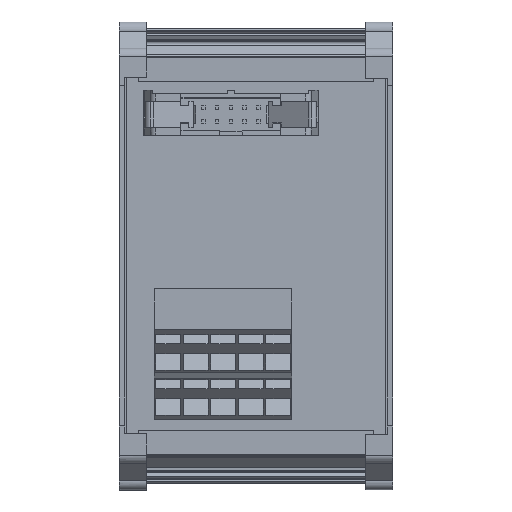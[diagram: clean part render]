
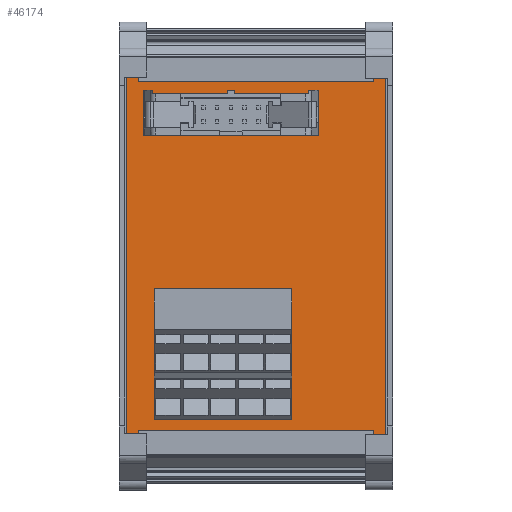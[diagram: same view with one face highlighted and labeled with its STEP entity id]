
A CAD part, top view. The second image highlights one B-rep face of the part: STEP entity #46174.
In plain terms, the highlighted planar face has unit normal (0, 0, 1).
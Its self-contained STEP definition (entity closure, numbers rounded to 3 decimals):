
#46120=AXIS2_PLACEMENT_3D('Plane Axis2P3D',#46117,#46118,#46119) ;
#1569=CARTESIAN_POINT('Vertex',(32.3,73.15,36.952)) ;
#1585=CARTESIAN_POINT('Vertex',(8.9,73.15,36.952)) ;
#1588=CARTESIAN_POINT('Line Origine',(7.565,73.15,36.952)) ;
#1592=CARTESIAN_POINT('Vertex',(6.23,73.15,36.952)) ;
#1680=CARTESIAN_POINT('Vertex',(34.97,73.15,36.952)) ;
#1683=CARTESIAN_POINT('Line Origine',(33.635,73.15,36.952)) ;
#1887=CARTESIAN_POINT('Vertex',(36.7,73.75,36.952)) ;
#1922=CARTESIAN_POINT('Vertex',(36.7,65.45,36.952)) ;
#1925=CARTESIAN_POINT('Line Origine',(36.7,69.6,36.952)) ;
#2836=CARTESIAN_POINT('Vertex',(4.5,73.75,36.952)) ;
#2839=CARTESIAN_POINT('Line Origine',(4.5,69.6,36.952)) ;
#2843=CARTESIAN_POINT('Vertex',(4.5,65.45,36.952)) ;
#3825=CARTESIAN_POINT('Vertex',(6.48,37.08,36.952)) ;
#3841=CARTESIAN_POINT('Vertex',(31.88,37.08,36.952)) ;
#3844=CARTESIAN_POINT('Line Origine',(19.18,37.08,36.952)) ;
#3873=CARTESIAN_POINT('Vertex',(6.48,14.48,36.952)) ;
#3911=CARTESIAN_POINT('Line Origine',(6.48,25.78,36.952)) ;
#44726=CARTESIAN_POINT('Vertex',(31.88,14.48,36.952)) ;
#44729=CARTESIAN_POINT('Line Origine',(31.88,25.78,36.952)) ;
#44751=CARTESIAN_POINT('Line Origine',(19.18,14.48,36.952)) ;
#44773=CARTESIAN_POINT('Vertex',(1.25,9.3,36.952)) ;
#44776=CARTESIAN_POINT('Line Origine',(1.25,43.2,36.952)) ;
#44780=CARTESIAN_POINT('Vertex',(1.25,77.1,36.952)) ;
#44805=CARTESIAN_POINT('Vertex',(49.25,9.3,36.952)) ;
#44808=CARTESIAN_POINT('Line Origine',(25.25,9.3,36.952)) ;
#44832=CARTESIAN_POINT('Vertex',(49.25,77.1,36.952)) ;
#44835=CARTESIAN_POINT('Line Origine',(49.25,43.2,36.952)) ;
#44853=CARTESIAN_POINT('Line Origine',(25.25,77.1,36.952)) ;
#45830=CARTESIAN_POINT('Line Origine',(35.835,73.75,36.952)) ;
#45834=CARTESIAN_POINT('Vertex',(34.97,73.75,36.952)) ;
#45922=CARTESIAN_POINT('Vertex',(6.23,73.75,36.952)) ;
#45925=CARTESIAN_POINT('Line Origine',(5.365,73.75,36.952)) ;
#45960=CARTESIAN_POINT('Line Origine',(34.97,73.45,36.952)) ;
#46104=CARTESIAN_POINT('Line Origine',(6.23,73.45,36.952)) ;
#46117=CARTESIAN_POINT('Axis2P3D Location',(1.25,9.3,36.952)) ;
#46134=CARTESIAN_POINT('Line Origine',(8.9,69.3,36.952)) ;
#46138=CARTESIAN_POINT('Vertex',(8.9,65.45,36.952)) ;
#46141=CARTESIAN_POINT('Line Origine',(6.7,65.45,36.952)) ;
#46154=CARTESIAN_POINT('Line Origine',(34.5,65.45,36.952)) ;
#46158=CARTESIAN_POINT('Vertex',(32.3,65.45,36.952)) ;
#46161=CARTESIAN_POINT('Line Origine',(32.3,69.3,36.952)) ;
#1589=DIRECTION('Vector Direction',(-1.,0.,0.)) ;
#1684=DIRECTION('Vector Direction',(-1.,0.,0.)) ;
#1926=DIRECTION('Vector Direction',(0.,-1.,0.)) ;
#2840=DIRECTION('Vector Direction',(0.,-1.,0.)) ;
#3845=DIRECTION('Vector Direction',(-1.,0.,0.)) ;
#3912=DIRECTION('Vector Direction',(0.,-1.,0.)) ;
#44730=DIRECTION('Vector Direction',(0.,-1.,0.)) ;
#44752=DIRECTION('Vector Direction',(-1.,0.,0.)) ;
#44777=DIRECTION('Vector Direction',(0.,-1.,0.)) ;
#44809=DIRECTION('Vector Direction',(1.,0.,0.)) ;
#44836=DIRECTION('Vector Direction',(0.,1.,0.)) ;
#44854=DIRECTION('Vector Direction',(-1.,0.,0.)) ;
#45831=DIRECTION('Vector Direction',(-1.,0.,0.)) ;
#45926=DIRECTION('Vector Direction',(1.,0.,0.)) ;
#45961=DIRECTION('Vector Direction',(0.,-1.,0.)) ;
#46105=DIRECTION('Vector Direction',(0.,1.,0.)) ;
#46118=DIRECTION('Axis2P3D Direction',(0.,0.,-1.)) ;
#46119=DIRECTION('Axis2P3D XDirection',(0.,1.,0.)) ;
#46135=DIRECTION('Vector Direction',(0.,-1.,0.)) ;
#46142=DIRECTION('Vector Direction',(-1.,0.,0.)) ;
#46155=DIRECTION('Vector Direction',(-1.,0.,0.)) ;
#46162=DIRECTION('Vector Direction',(0.,1.,0.)) ;
#1590=VECTOR('Line Direction',#1589,1.) ;
#1685=VECTOR('Line Direction',#1684,1.) ;
#1927=VECTOR('Line Direction',#1926,1.) ;
#2841=VECTOR('Line Direction',#2840,1.) ;
#3846=VECTOR('Line Direction',#3845,1.) ;
#3913=VECTOR('Line Direction',#3912,1.) ;
#44731=VECTOR('Line Direction',#44730,1.) ;
#44753=VECTOR('Line Direction',#44752,1.) ;
#44778=VECTOR('Line Direction',#44777,1.) ;
#44810=VECTOR('Line Direction',#44809,1.) ;
#44837=VECTOR('Line Direction',#44836,1.) ;
#44855=VECTOR('Line Direction',#44854,1.) ;
#45832=VECTOR('Line Direction',#45831,1.) ;
#45927=VECTOR('Line Direction',#45926,1.) ;
#45962=VECTOR('Line Direction',#45961,1.) ;
#46106=VECTOR('Line Direction',#46105,1.) ;
#46136=VECTOR('Line Direction',#46135,1.) ;
#46143=VECTOR('Line Direction',#46142,1.) ;
#46156=VECTOR('Line Direction',#46155,1.) ;
#46163=VECTOR('Line Direction',#46162,1.) ;
#46123=ORIENTED_EDGE('',*,*,#44782,.T.) ;
#46124=ORIENTED_EDGE('',*,*,#44812,.T.) ;
#46125=ORIENTED_EDGE('',*,*,#44839,.T.) ;
#46126=ORIENTED_EDGE('',*,*,#44857,.T.) ;
#46129=ORIENTED_EDGE('',*,*,#44733,.T.) ;
#46130=ORIENTED_EDGE('',*,*,#44755,.T.) ;
#46131=ORIENTED_EDGE('',*,*,#3915,.F.) ;
#46132=ORIENTED_EDGE('',*,*,#3848,.F.) ;
#46147=ORIENTED_EDGE('',*,*,#45929,.T.) ;
#46148=ORIENTED_EDGE('',*,*,#46108,.F.) ;
#46149=ORIENTED_EDGE('',*,*,#1594,.F.) ;
#46150=ORIENTED_EDGE('',*,*,#46140,.T.) ;
#46151=ORIENTED_EDGE('',*,*,#46145,.T.) ;
#46152=ORIENTED_EDGE('',*,*,#2845,.F.) ;
#46167=ORIENTED_EDGE('',*,*,#1687,.F.) ;
#46168=ORIENTED_EDGE('',*,*,#45964,.F.) ;
#46169=ORIENTED_EDGE('',*,*,#45836,.F.) ;
#46170=ORIENTED_EDGE('',*,*,#1929,.T.) ;
#46171=ORIENTED_EDGE('',*,*,#46160,.T.) ;
#46172=ORIENTED_EDGE('',*,*,#46165,.T.) ;
#46133=FACE_BOUND('',#46128,.T.) ;
#46153=FACE_BOUND('',#46146,.T.) ;
#46173=FACE_BOUND('',#46166,.T.) ;
#46174=ADVANCED_FACE('NONE',(#46127,#46133,#46153,#46173),#46121,.F.) ;
#1594=EDGE_CURVE('',#1586,#1593,#1591,.T.) ;
#1687=EDGE_CURVE('',#1681,#1570,#1686,.T.) ;
#1929=EDGE_CURVE('',#1888,#1923,#1928,.T.) ;
#2845=EDGE_CURVE('',#2837,#2844,#2842,.T.) ;
#3848=EDGE_CURVE('',#3842,#3826,#3847,.T.) ;
#3915=EDGE_CURVE('',#3826,#3874,#3914,.T.) ;
#44733=EDGE_CURVE('',#3842,#44727,#44732,.T.) ;
#44755=EDGE_CURVE('',#44727,#3874,#44754,.T.) ;
#44782=EDGE_CURVE('',#44781,#44774,#44779,.T.) ;
#44812=EDGE_CURVE('',#44774,#44806,#44811,.T.) ;
#44839=EDGE_CURVE('',#44806,#44833,#44838,.T.) ;
#44857=EDGE_CURVE('',#44833,#44781,#44856,.T.) ;
#45836=EDGE_CURVE('',#1888,#45835,#45833,.T.) ;
#45929=EDGE_CURVE('',#2837,#45923,#45928,.T.) ;
#45964=EDGE_CURVE('',#45835,#1681,#45963,.T.) ;
#46108=EDGE_CURVE('',#1593,#45923,#46107,.T.) ;
#46140=EDGE_CURVE('',#1586,#46139,#46137,.T.) ;
#46145=EDGE_CURVE('',#46139,#2844,#46144,.T.) ;
#46160=EDGE_CURVE('',#1923,#46159,#46157,.T.) ;
#46165=EDGE_CURVE('',#46159,#1570,#46164,.T.) ;
#46122=EDGE_LOOP('',(#46123,#46124,#46125,#46126)) ;
#46128=EDGE_LOOP('',(#46129,#46130,#46131,#46132)) ;
#46146=EDGE_LOOP('',(#46147,#46148,#46149,#46150,#46151,#46152)) ;
#46166=EDGE_LOOP('',(#46167,#46168,#46169,#46170,#46171,#46172)) ;
#46127=FACE_OUTER_BOUND('',#46122,.T.) ;
#1591=LINE('Line',#1588,#1590) ;
#1686=LINE('Line',#1683,#1685) ;
#1928=LINE('Line',#1925,#1927) ;
#2842=LINE('Line',#2839,#2841) ;
#3847=LINE('Line',#3844,#3846) ;
#3914=LINE('Line',#3911,#3913) ;
#44732=LINE('Line',#44729,#44731) ;
#44754=LINE('Line',#44751,#44753) ;
#44779=LINE('Line',#44776,#44778) ;
#44811=LINE('Line',#44808,#44810) ;
#44838=LINE('Line',#44835,#44837) ;
#44856=LINE('Line',#44853,#44855) ;
#45833=LINE('Line',#45830,#45832) ;
#45928=LINE('Line',#45925,#45927) ;
#45963=LINE('Line',#45960,#45962) ;
#46107=LINE('Line',#46104,#46106) ;
#46137=LINE('Line',#46134,#46136) ;
#46144=LINE('Line',#46141,#46143) ;
#46157=LINE('Line',#46154,#46156) ;
#46164=LINE('Line',#46161,#46163) ;
#46121=PLANE('',#46120) ;
#1570=VERTEX_POINT('',#1569) ;
#1586=VERTEX_POINT('',#1585) ;
#1593=VERTEX_POINT('',#1592) ;
#1681=VERTEX_POINT('',#1680) ;
#1888=VERTEX_POINT('',#1887) ;
#1923=VERTEX_POINT('',#1922) ;
#2837=VERTEX_POINT('',#2836) ;
#2844=VERTEX_POINT('',#2843) ;
#3826=VERTEX_POINT('',#3825) ;
#3842=VERTEX_POINT('',#3841) ;
#3874=VERTEX_POINT('',#3873) ;
#44727=VERTEX_POINT('',#44726) ;
#44774=VERTEX_POINT('',#44773) ;
#44781=VERTEX_POINT('',#44780) ;
#44806=VERTEX_POINT('',#44805) ;
#44833=VERTEX_POINT('',#44832) ;
#45835=VERTEX_POINT('',#45834) ;
#45923=VERTEX_POINT('',#45922) ;
#46139=VERTEX_POINT('',#46138) ;
#46159=VERTEX_POINT('',#46158) ;
